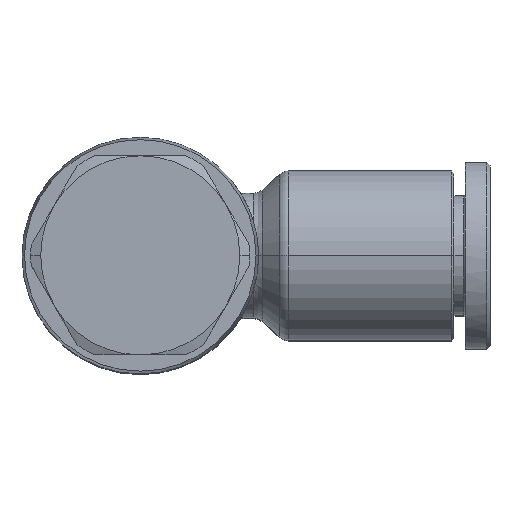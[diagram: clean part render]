
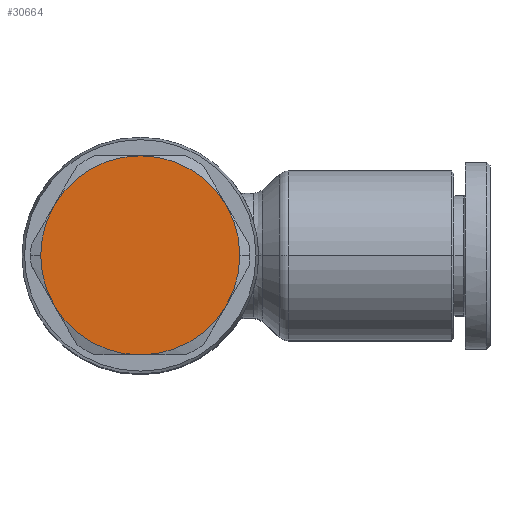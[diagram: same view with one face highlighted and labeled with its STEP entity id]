
A CAD part, top view. The second image highlights one B-rep face of the part: STEP entity #30664.
In plain terms, the highlighted planar face has unit normal (0, 0, 1).
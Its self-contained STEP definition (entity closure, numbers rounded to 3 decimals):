
#1892=CARTESIAN_POINT('',(-3.5,0.,12.));
#1893=VERTEX_POINT('',#1892);
#1901=CARTESIAN_POINT('',(-2.428,-4.,12.));
#1902=VERTEX_POINT('',#1901);
#1916=CARTESIAN_POINT('',(4.5,0.,12.));
#1917=DIRECTION('',(0.0,0.0,1.0));
#1918=DIRECTION('',(1.0,0.0,0.0));
#1919=AXIS2_PLACEMENT_3D('',#1916,#1917,#1918);
#1920=CIRCLE('',#1919,8.);
#1921=EDGE_CURVE('',#1893,#1902,#1920,.T.);
#1931=CARTESIAN_POINT('',(12.5,0.,12.));
#1932=VERTEX_POINT('',#1931);
#1939=CARTESIAN_POINT('',(11.428,-4.,12.));
#1940=VERTEX_POINT('',#1939);
#1941=CARTESIAN_POINT('',(4.5,0.,12.));
#1942=DIRECTION('',(0.0,0.0,1.0));
#1943=DIRECTION('',(1.0,0.0,0.0));
#1944=AXIS2_PLACEMENT_3D('',#1941,#1942,#1943);
#1945=CIRCLE('',#1944,8.);
#1946=EDGE_CURVE('',#1940,#1932,#1945,.T.);
#30058=CARTESIAN_POINT('',(11.428,4.,12.));
#30059=VERTEX_POINT('',#30058);
#30082=CARTESIAN_POINT('',(4.5,8.0,12.));
#30083=VERTEX_POINT('',#30082);
#30097=CARTESIAN_POINT('',(4.5,0.,12.));
#30098=DIRECTION('',(0.0,0.0,1.0));
#30099=DIRECTION('',(1.0,0.0,0.0));
#30100=AXIS2_PLACEMENT_3D('',#30097,#30098,#30099);
#30101=CIRCLE('',#30100,8.);
#30102=EDGE_CURVE('',#30059,#30083,#30101,.T.);
#30135=CARTESIAN_POINT('',(4.5,0.,12.));
#30136=DIRECTION('',(0.0,0.0,1.0));
#30137=DIRECTION('',(1.0,0.0,0.0));
#30138=AXIS2_PLACEMENT_3D('',#30135,#30136,#30137);
#30139=CIRCLE('',#30138,8.);
#30140=EDGE_CURVE('',#1932,#30059,#30139,.T.);
#30152=CARTESIAN_POINT('',(4.5,-8.,12.0));
#30153=VERTEX_POINT('',#30152);
#30189=CARTESIAN_POINT('',(4.5,0.,12.));
#30190=DIRECTION('',(0.0,0.0,1.0));
#30191=DIRECTION('',(1.0,0.0,0.0));
#30192=AXIS2_PLACEMENT_3D('',#30189,#30190,#30191);
#30193=CIRCLE('',#30192,8.);
#30194=EDGE_CURVE('',#30153,#1940,#30193,.T.);
#30219=CARTESIAN_POINT('',(4.5,0.,12.));
#30220=DIRECTION('',(0.0,0.0,1.0));
#30221=DIRECTION('',(1.0,0.0,0.0));
#30222=AXIS2_PLACEMENT_3D('',#30219,#30220,#30221);
#30223=CIRCLE('',#30222,8.);
#30224=EDGE_CURVE('',#1902,#30153,#30223,.T.);
#30257=CARTESIAN_POINT('',(-2.428,4.,12.));
#30258=VERTEX_POINT('',#30257);
#30259=CARTESIAN_POINT('',(4.5,0.,12.));
#30260=DIRECTION('',(0.0,0.0,1.0));
#30261=DIRECTION('',(1.0,0.0,0.0));
#30262=AXIS2_PLACEMENT_3D('',#30259,#30260,#30261);
#30263=CIRCLE('',#30262,8.);
#30264=EDGE_CURVE('',#30258,#1893,#30263,.T.);
#30311=CARTESIAN_POINT('',(4.5,0.,12.));
#30312=DIRECTION('',(0.0,0.0,1.0));
#30313=DIRECTION('',(1.0,0.0,0.0));
#30314=AXIS2_PLACEMENT_3D('',#30311,#30312,#30313);
#30315=CIRCLE('',#30314,8.);
#30316=EDGE_CURVE('',#30083,#30258,#30315,.T.);
#30649=CARTESIAN_POINT('',(9.25,0.,12.));
#30650=DIRECTION('',(0.0,0.0,1.0));
#30651=DIRECTION('',(-1.0,0.0,0.0));
#30652=AXIS2_PLACEMENT_3D('',#30649,#30650,#30651);
#30653=PLANE('',#30652);
#30654=ORIENTED_EDGE('',*,*,#30316,.T.);
#30655=ORIENTED_EDGE('',*,*,#30264,.T.);
#30656=ORIENTED_EDGE('',*,*,#1921,.T.);
#30657=ORIENTED_EDGE('',*,*,#30224,.T.);
#30658=ORIENTED_EDGE('',*,*,#30194,.T.);
#30659=ORIENTED_EDGE('',*,*,#1946,.T.);
#30660=ORIENTED_EDGE('',*,*,#30140,.T.);
#30661=ORIENTED_EDGE('',*,*,#30102,.T.);
#30662=EDGE_LOOP('',(#30654,#30655,#30656,#30657,#30658,#30659,#30660,#30661));
#30663=FACE_OUTER_BOUND('',#30662,.T.);
#30664=ADVANCED_FACE('',(#30663),#30653,.T.);
